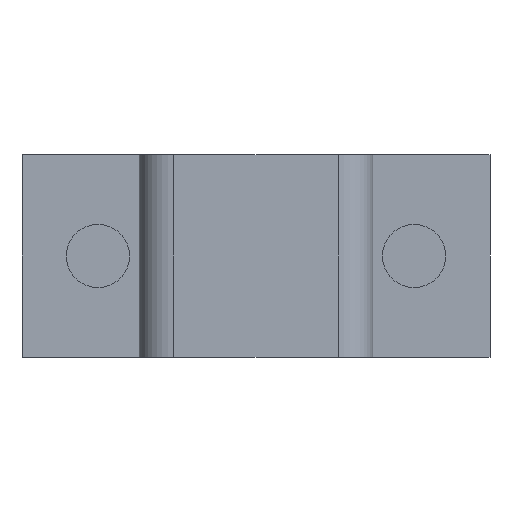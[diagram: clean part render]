
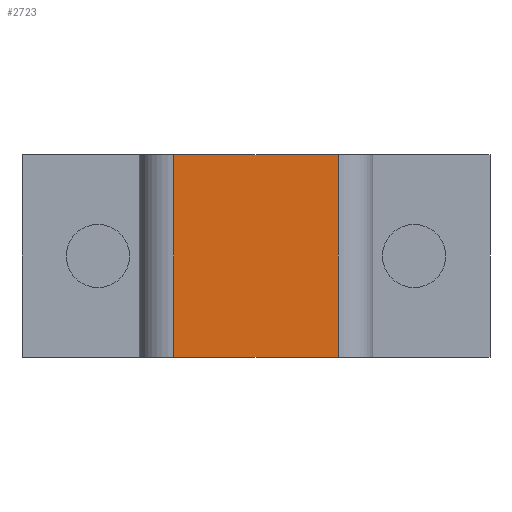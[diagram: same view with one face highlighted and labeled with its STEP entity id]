
A CAD part, front view. The second image highlights one B-rep face of the part: STEP entity #2723.
In plain terms, the highlighted planar face has unit normal (0, -1, 0).
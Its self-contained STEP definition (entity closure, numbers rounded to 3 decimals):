
#5 = DIRECTION ( 'NONE',  ( 0., 0., -1. ) ) ;
#42 = EDGE_CURVE ( 'NONE', #2713, #602, #2750, .T. ) ;
#82 = DIRECTION ( 'NONE',  ( 1., 0., 0. ) ) ;
#106 = CARTESIAN_POINT ( 'NONE',  ( 6.5, -15., 8. ) ) ;
#217 = DIRECTION ( 'NONE',  ( 1., 0., 0. ) ) ;
#218 = DIRECTION ( 'NONE',  ( 0., 0., -1. ) ) ;
#276 = CARTESIAN_POINT ( 'NONE',  ( 6.5, -15., -8. ) ) ;
#296 = VECTOR ( 'NONE', #217, 1000. ) ;
#471 = LINE ( 'NONE', #276, #296 ) ;
#517 = CARTESIAN_POINT ( 'NONE',  ( -6.5, -15., 8. ) ) ;
#597 = CARTESIAN_POINT ( 'NONE',  ( 6.5, -15., 8. ) ) ;
#602 = VERTEX_POINT ( 'NONE', #3295 ) ;
#780 = VERTEX_POINT ( 'NONE', #2421 ) ;
#794 = EDGE_LOOP ( 'NONE', ( #3349, #1039, #1320, #3345 ) ) ;
#892 = VECTOR ( 'NONE', #5, 1000. ) ;
#930 = LINE ( 'NONE', #517, #892 ) ;
#1039 = ORIENTED_EDGE ( 'NONE', *, *, #3252, .F. ) ;
#1178 = VECTOR ( 'NONE', #218, 1000. ) ;
#1257 = LINE ( 'NONE', #597, #1178 ) ;
#1320 = ORIENTED_EDGE ( 'NONE', *, *, #42, .F. ) ;
#1412 = EDGE_CURVE ( 'NONE', #2478, #780, #471, .T. ) ;
#2000 = AXIS2_PLACEMENT_3D ( 'NONE', #2843, #2967, #3010 ) ;
#2082 = CARTESIAN_POINT ( 'NONE',  ( -6.5, -15., -8. ) ) ;
#2421 = CARTESIAN_POINT ( 'NONE',  ( 6.5, -15., -8. ) ) ;
#2478 = VERTEX_POINT ( 'NONE', #2082 ) ;
#2524 = CARTESIAN_POINT ( 'NONE',  ( -6.5, -15., 8. ) ) ;
#2704 = VECTOR ( 'NONE', #82, 1000. ) ;
#2713 = VERTEX_POINT ( 'NONE', #2524 ) ;
#2723 = ADVANCED_FACE ( 'NONE', ( #3289 ), #2800, .F. ) ;
#2750 = LINE ( 'NONE', #106, #2704 ) ;
#2800 = PLANE ( 'NONE',  #2000 ) ;
#2843 = CARTESIAN_POINT ( 'NONE',  ( 6.5, -15., 8. ) ) ;
#2967 = DIRECTION ( 'NONE',  ( 0., 1., 0. ) ) ;
#3010 = DIRECTION ( 'NONE',  ( 0., 0., 1. ) ) ;
#3252 = EDGE_CURVE ( 'NONE', #602, #780, #1257, .T. ) ;
#3289 = FACE_OUTER_BOUND ( 'NONE', #794, .T. ) ;
#3295 = CARTESIAN_POINT ( 'NONE',  ( 6.5, -15., 8. ) ) ;
#3345 = ORIENTED_EDGE ( 'NONE', *, *, #3426, .T. ) ;
#3349 = ORIENTED_EDGE ( 'NONE', *, *, #1412, .T. ) ;
#3426 = EDGE_CURVE ( 'NONE', #2713, #2478, #930, .T. ) ;
